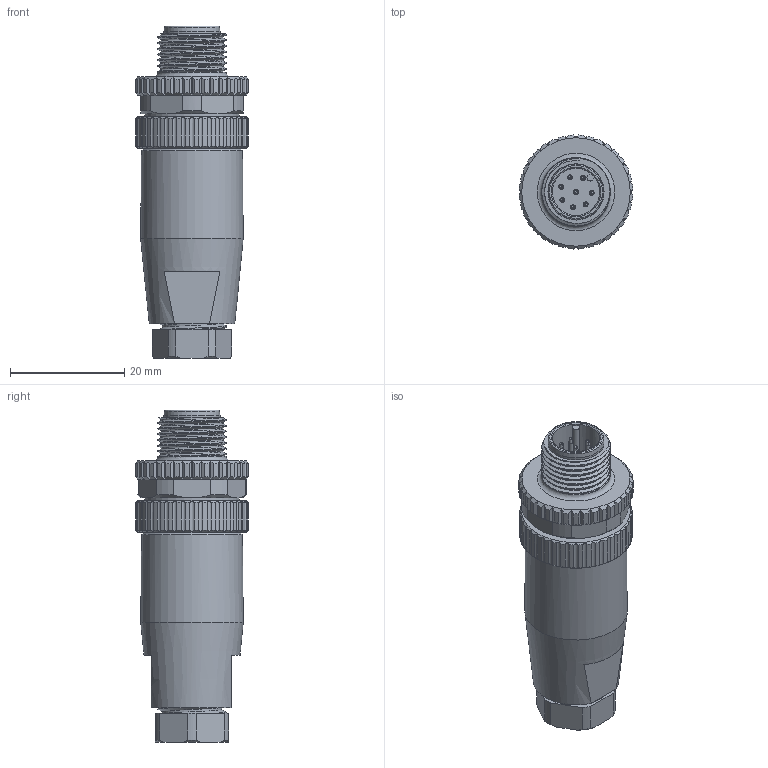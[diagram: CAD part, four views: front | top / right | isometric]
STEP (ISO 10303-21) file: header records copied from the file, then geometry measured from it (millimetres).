
FILE_DESCRIPTION(/* description */ (''),/* implementation_level */ '2;1');
FILE_NAME(/* name */ 'LS12.8-0-C-BU_stp.stp',/* time_stamp */ '2023-11-20T15:39:04+08:00',/* author */ (''),/* organization */ (''),/* preprocessor_version */ 'ST-DEVELOPER v16',/* originating_system */ 'SIEMENS PLM Software NX 10.0',/* authorisation */ '');
FILE_SCHEMA (('AP203_CONFIGURATION_CONTROLLED_3D_DESIGN_OF_MECHANICAL_PARTS_AND_ASSEMBLIES_MIM_LF { 1 0 10303 403 2 1 2}'));
Length unit declared in the file: millimetre
Products named in the file (1): chan545C870Aed1q
Bounding box: 19.98 x 19.98 x 58.2 mm (x, y, z)
Volume: 11926.1 mm3; surface area: 6954.6 mm2
Topology: 12 solids, 12 shells, 608 faces, 1583 edges, 1007 vertices
Faces by surface type: cylinder 306, plane 162, cone 115, sphere 16, bspline 6, torus 3
Full cylindrical faces by diameter (mm): 7 x2, 8 x1, 8.3 x1, 9.5 x2, 9.85 x1, 16.6 x1, 17 x1
Entity records: 23113 total; most frequent: CARTESIAN_POINT 8223, DIRECTION 3042, ORIENTED_EDGE 3036, EDGE_CURVE 1518, AXIS2_PLACEMENT_3D 1259, VERTEX_POINT 995, EDGE_LOOP 689, CIRCLE 656
